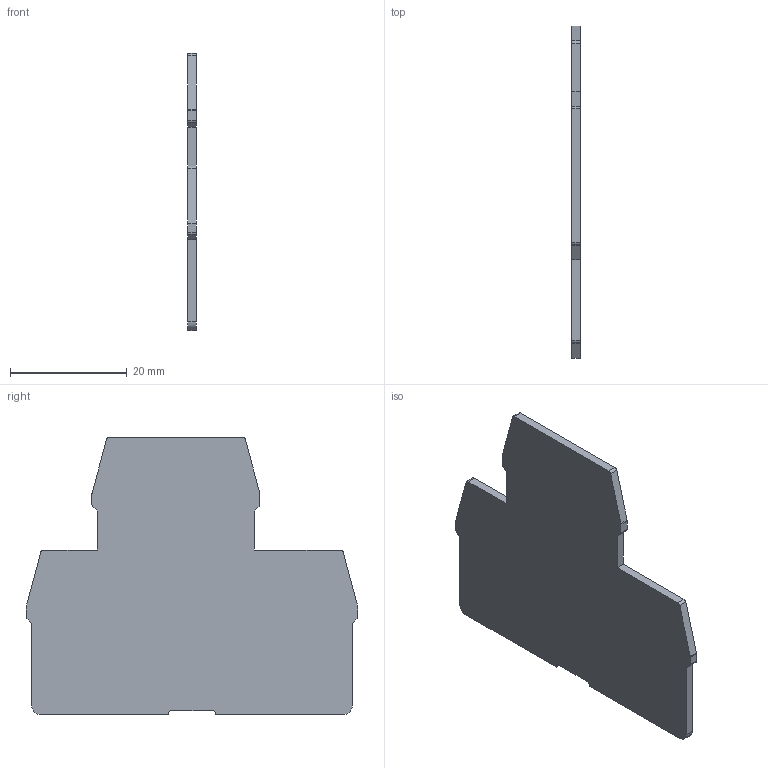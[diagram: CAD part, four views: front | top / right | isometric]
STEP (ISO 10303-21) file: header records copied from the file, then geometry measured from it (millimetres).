
FILE_DESCRIPTION (( 'STEP AP203' ), '1' );
FILE_NAME ('YCT13-00-2-K03-004-ZGL Çàãëóøêà äëÿ CTS-ML 2 óð. 4ìì2 ñåðàÿ IEK.STEP', '2024-12-09T06:52:06', ( '' ), ( '' ), 'SwSTEP 2.0', 'SolidWorks 2022', '' );
FILE_SCHEMA (( 'CONFIG_CONTROL_DESIGN' ));
Length unit declared in the file: millimetre
Products named in the file (1): YCT13-00-2-K03-004-ZGL Заглушка для CTS-ML 2 ур. 4мм2 серая IEK
Bounding box: 1.5 x 56.9 x 47.5 mm (x, y, z)
Volume: 3086.1 mm3; surface area: 4415.3 mm2
Topology: 1 solids, 1 shells, 42 faces, 120 edges, 80 vertices
Faces by surface type: plane 26, cylinder 16
Entity records: 1453 total; most frequent: CARTESIAN_POINT 243, ORIENTED_EDGE 240, DIRECTION 238, EDGE_CURVE 120, VECTOR 88, LINE 88, VERTEX_POINT 80, AXIS2_PLACEMENT_3D 75
